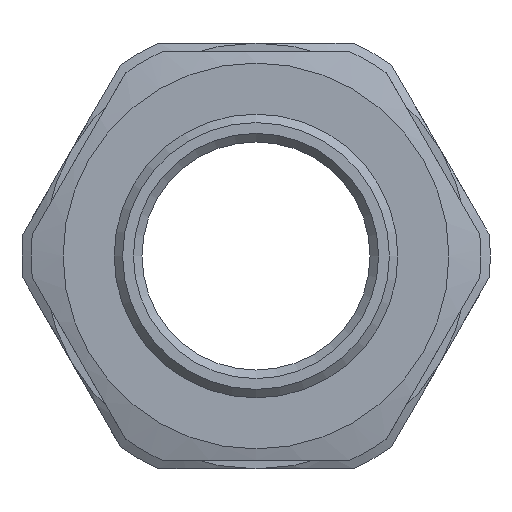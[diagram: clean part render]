
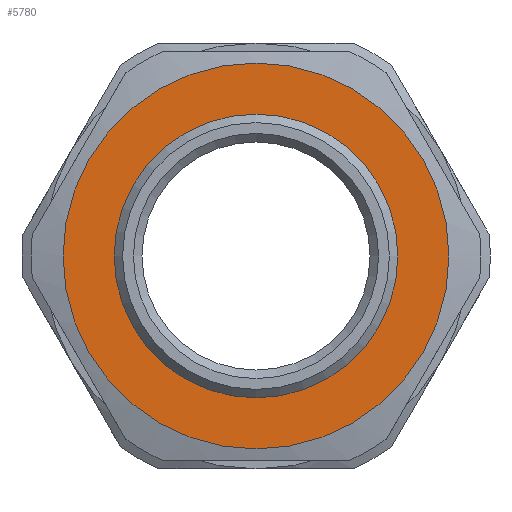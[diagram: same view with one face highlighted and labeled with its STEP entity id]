
A CAD part, left-side view. The second image highlights one B-rep face of the part: STEP entity #5780.
In plain terms, the highlighted planar face has unit normal (-1, 0, 0).
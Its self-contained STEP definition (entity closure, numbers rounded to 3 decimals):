
#456 = FACE_OUTER_BOUND ( 'NONE', #5974, .T. ) ;
#680 = DIRECTION ( 'NONE',  ( 0., 0., -1. ) ) ;
#942 = CARTESIAN_POINT ( 'NONE',  ( 15.3, 0., 0. ) ) ;
#1138 = CARTESIAN_POINT ( 'NONE',  ( 15.3, 0., 0. ) ) ;
#1484 = DIRECTION ( 'NONE',  ( 0., 0., -1. ) ) ;
#1697 = DIRECTION ( 'NONE',  ( 0., 0., -1. ) ) ;
#1871 = FACE_BOUND ( 'NONE', #5598, .T. ) ;
#2742 = PLANE ( 'NONE',  #4880 ) ;
#2789 = EDGE_CURVE ( 'NONE', #5933, #5933, #5362, .T. ) ;
#3208 = CARTESIAN_POINT ( 'NONE',  ( 15.3, 12.5, 0. ) ) ;
#3602 = DIRECTION ( 'NONE',  ( 1., 0., 0. ) ) ;
#3604 = AXIS2_PLACEMENT_3D ( 'NONE', #1138, #4523, #1697 ) ;
#4361 = DIRECTION ( 'NONE',  ( 1., 0., 0. ) ) ;
#4374 = VERTEX_POINT ( 'NONE', #5611 ) ;
#4509 = CIRCLE ( 'NONE', #5558, 17. ) ;
#4523 = DIRECTION ( 'NONE',  ( 1., 0., 0. ) ) ;
#4880 = AXIS2_PLACEMENT_3D ( 'NONE', #3208, #3602, #680 ) ;
#5070 = ORIENTED_EDGE ( 'NONE', *, *, #5390, .F. ) ;
#5362 = CIRCLE ( 'NONE', #3604, 12.5 ) ;
#5390 = EDGE_CURVE ( 'NONE', #4374, #4374, #4509, .T. ) ;
#5558 = AXIS2_PLACEMENT_3D ( 'NONE', #942, #4361, #1484 ) ;
#5579 = ORIENTED_EDGE ( 'NONE', *, *, #2789, .T. ) ;
#5598 = EDGE_LOOP ( 'NONE', ( #5579 ) ) ;
#5611 = CARTESIAN_POINT ( 'NONE',  ( 15.3, 0., -17. ) ) ;
#5780 = ADVANCED_FACE ( 'NONE', ( #456, #1871 ), #2742, .F. ) ;
#5933 = VERTEX_POINT ( 'NONE', #6064 ) ;
#5974 = EDGE_LOOP ( 'NONE', ( #5070 ) ) ;
#6064 = CARTESIAN_POINT ( 'NONE',  ( 15.3, 0., -12.5 ) ) ;
